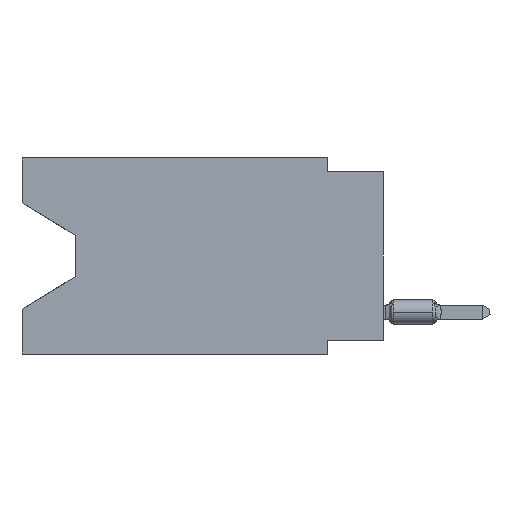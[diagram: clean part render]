
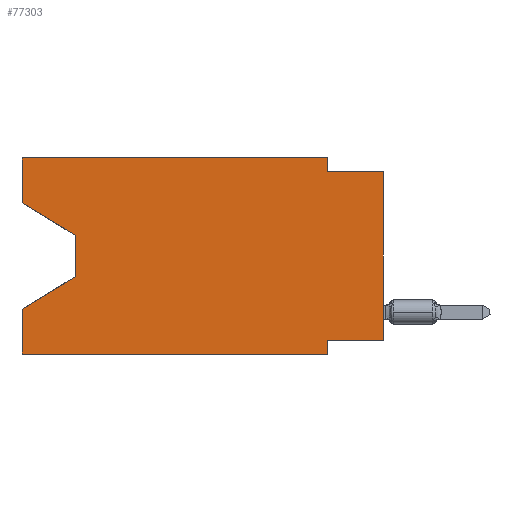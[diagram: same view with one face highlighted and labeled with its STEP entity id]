
A CAD part, left-side view. The second image highlights one B-rep face of the part: STEP entity #77303.
In plain terms, the highlighted planar face has unit normal (-1, 0, 0).
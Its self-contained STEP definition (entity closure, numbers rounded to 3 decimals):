
#1022 = VERTEX_POINT ( 'NONE', #62401 ) ;
#1521 = VECTOR ( 'NONE', #27536, 1000. ) ;
#1894 = CARTESIAN_POINT ( 'NONE',  ( 0., 13.97, -5.385 ) ) ;
#7612 = CARTESIAN_POINT ( 'NONE',  ( 0., 13.97, -3.505 ) ) ;
#7943 = DIRECTION ( 'NONE',  ( 0., 0., -1. ) ) ;
#8308 = CARTESIAN_POINT ( 'NONE',  ( 0., 2.54, -8.89 ) ) ;
#10557 = VERTEX_POINT ( 'NONE', #81295 ) ;
#11807 = ORIENTED_EDGE ( 'NONE', *, *, #13311, .F. ) ;
#12576 = VERTEX_POINT ( 'NONE', #53488 ) ;
#12873 = VERTEX_POINT ( 'NONE', #75184 ) ;
#13311 = EDGE_CURVE ( 'NONE', #10557, #26851, #48726, .T. ) ;
#14412 = CARTESIAN_POINT ( 'NONE',  ( 0., 0., -8.255 ) ) ;
#14423 = ORIENTED_EDGE ( 'NONE', *, *, #69384, .F. ) ;
#16278 = LINE ( 'NONE', #112478, #109207 ) ;
#16730 = ORIENTED_EDGE ( 'NONE', *, *, #97337, .F. ) ;
#17033 = CARTESIAN_POINT ( 'NONE',  ( 0., 13.97, -5.385 ) ) ;
#17371 = CARTESIAN_POINT ( 'NONE',  ( 0., 16.383, 0. ) ) ;
#18512 = CARTESIAN_POINT ( 'NONE',  ( 0., 0., -8.255 ) ) ;
#19290 = VECTOR ( 'NONE', #39006, 1000. ) ;
#19364 = DIRECTION ( 'NONE',  ( 1., 0., 0. ) ) ;
#22071 = EDGE_CURVE ( 'NONE', #55624, #1022, #88446, .T. ) ;
#22448 = EDGE_LOOP ( 'NONE', ( #26515, #23440, #104236, #50472, #106504, #46958, #50902, #91791, #16730, #11807, #14423, #27764 ) ) ;
#22750 = CARTESIAN_POINT ( 'NONE',  ( 0., 16.383, -8.89 ) ) ;
#23440 = ORIENTED_EDGE ( 'NONE', *, *, #34184, .T. ) ;
#23831 = VECTOR ( 'NONE', #91422, 1000. ) ;
#25466 = EDGE_CURVE ( 'NONE', #76351, #100251, #110561, .T. ) ;
#26515 = ORIENTED_EDGE ( 'NONE', *, *, #72430, .T. ) ;
#26851 = VERTEX_POINT ( 'NONE', #63533 ) ;
#27156 = LINE ( 'NONE', #27715, #19290 ) ;
#27536 = DIRECTION ( 'NONE',  ( 0., -1., 0. ) ) ;
#27674 = CARTESIAN_POINT ( 'NONE',  ( 0., 2.54, -8.255 ) ) ;
#27715 = CARTESIAN_POINT ( 'NONE',  ( 0., 16.383, -8.89 ) ) ;
#27764 = ORIENTED_EDGE ( 'NONE', *, *, #37607, .F. ) ;
#28806 = DIRECTION ( 'NONE',  ( 0., 1., 0. ) ) ;
#31288 = CARTESIAN_POINT ( 'NONE',  ( 0., 0., 0. ) ) ;
#32113 = DIRECTION ( 'NONE',  ( 0., 0., 1. ) ) ;
#34031 = DIRECTION ( 'NONE',  ( 0., -0.855, -0.519 ) ) ;
#34184 = EDGE_CURVE ( 'NONE', #12576, #66235, #104381, .T. ) ;
#37607 = EDGE_CURVE ( 'NONE', #12873, #110860, #95813, .T. ) ;
#38249 = VECTOR ( 'NONE', #85328, 1000. ) ;
#39006 = DIRECTION ( 'NONE',  ( 0., -1., 0. ) ) ;
#40107 = DIRECTION ( 'NONE',  ( 0., -1., 0. ) ) ;
#40298 = AXIS2_PLACEMENT_3D ( 'NONE', #104690, #19364, #7943 ) ;
#41246 = EDGE_CURVE ( 'NONE', #66235, #100251, #41698, .T. ) ;
#41698 = LINE ( 'NONE', #17033, #49242 ) ;
#42802 = EDGE_CURVE ( 'NONE', #102169, #70305, #55924, .T. ) ;
#43236 = VECTOR ( 'NONE', #62110, 1000. ) ;
#45845 = CARTESIAN_POINT ( 'NONE',  ( 0., 0., -0.635 ) ) ;
#46385 = CARTESIAN_POINT ( 'NONE',  ( 0., 0., -0.635 ) ) ;
#46958 = ORIENTED_EDGE ( 'NONE', *, *, #22071, .F. ) ;
#48726 = LINE ( 'NONE', #83645, #38249 ) ;
#49242 = VECTOR ( 'NONE', #60530, 1000. ) ;
#49644 = VECTOR ( 'NONE', #69464, 1000. ) ;
#50472 = ORIENTED_EDGE ( 'NONE', *, *, #25466, .F. ) ;
#50902 = ORIENTED_EDGE ( 'NONE', *, *, #104843, .F. ) ;
#51904 = EDGE_CURVE ( 'NONE', #76351, #1022, #27156, .T. ) ;
#51985 = VECTOR ( 'NONE', #40107, 1000. ) ;
#53488 = CARTESIAN_POINT ( 'NONE',  ( 0., 13.97, -3.505 ) ) ;
#55624 = VERTEX_POINT ( 'NONE', #27674 ) ;
#55924 = LINE ( 'NONE', #31288, #23831 ) ;
#60530 = DIRECTION ( 'NONE',  ( 0., 0.855, -0.519 ) ) ;
#61099 = CARTESIAN_POINT ( 'NONE',  ( 0., 16.383, -6.852 ) ) ;
#61317 = LINE ( 'NONE', #45845, #1521 ) ;
#62110 = DIRECTION ( 'NONE',  ( 0., 0., -1. ) ) ;
#62401 = CARTESIAN_POINT ( 'NONE',  ( 0., 2.54, -8.89 ) ) ;
#63533 = CARTESIAN_POINT ( 'NONE',  ( 0., 2.54, -0.635 ) ) ;
#65284 = LINE ( 'NONE', #65848, #51985 ) ;
#65848 = CARTESIAN_POINT ( 'NONE',  ( 0., 16.383, 0. ) ) ;
#66235 = VERTEX_POINT ( 'NONE', #1894 ) ;
#69207 = PLANE ( 'NONE',  #40298 ) ;
#69384 = EDGE_CURVE ( 'NONE', #110860, #10557, #65284, .T. ) ;
#69464 = DIRECTION ( 'NONE',  ( 0., 0., 1. ) ) ;
#70305 = VERTEX_POINT ( 'NONE', #46385 ) ;
#72430 = EDGE_CURVE ( 'NONE', #12873, #12576, #16278, .T. ) ;
#75184 = CARTESIAN_POINT ( 'NONE',  ( 0., 16.383, -2.038 ) ) ;
#76351 = VERTEX_POINT ( 'NONE', #22750 ) ;
#76829 = CARTESIAN_POINT ( 'NONE',  ( 0., 16.383, 0. ) ) ;
#77303 = ADVANCED_FACE ( 'NONE', ( #95546 ), #69207, .F. ) ;
#78033 = DIRECTION ( 'NONE',  ( 0., 0., -1. ) ) ;
#81295 = CARTESIAN_POINT ( 'NONE',  ( 0., 2.54, 0. ) ) ;
#82946 = VECTOR ( 'NONE', #28806, 1000. ) ;
#83645 = CARTESIAN_POINT ( 'NONE',  ( 0., 2.54, 0. ) ) ;
#85328 = DIRECTION ( 'NONE',  ( 0., 0., -1. ) ) ;
#85367 = VECTOR ( 'NONE', #78033, 1000. ) ;
#88356 = LINE ( 'NONE', #18512, #82946 ) ;
#88446 = LINE ( 'NONE', #8308, #43236 ) ;
#91015 = VECTOR ( 'NONE', #32113, 1000. ) ;
#91422 = DIRECTION ( 'NONE',  ( 0., 0., 1. ) ) ;
#91791 = ORIENTED_EDGE ( 'NONE', *, *, #42802, .T. ) ;
#95546 = FACE_OUTER_BOUND ( 'NONE', #22448, .T. ) ;
#95813 = LINE ( 'NONE', #17371, #49644 ) ;
#97337 = EDGE_CURVE ( 'NONE', #26851, #70305, #61317, .T. ) ;
#100251 = VERTEX_POINT ( 'NONE', #61099 ) ;
#102169 = VERTEX_POINT ( 'NONE', #14412 ) ;
#104236 = ORIENTED_EDGE ( 'NONE', *, *, #41246, .T. ) ;
#104381 = LINE ( 'NONE', #7612, #85367 ) ;
#104690 = CARTESIAN_POINT ( 'NONE',  ( 0., 16.383, 0. ) ) ;
#104843 = EDGE_CURVE ( 'NONE', #102169, #55624, #88356, .T. ) ;
#106504 = ORIENTED_EDGE ( 'NONE', *, *, #51904, .T. ) ;
#109207 = VECTOR ( 'NONE', #34031, 1000. ) ;
#109438 = CARTESIAN_POINT ( 'NONE',  ( 0., 16.383, 0. ) ) ;
#110561 = LINE ( 'NONE', #109438, #91015 ) ;
#110860 = VERTEX_POINT ( 'NONE', #76829 ) ;
#112478 = CARTESIAN_POINT ( 'NONE',  ( 0., 16.383, -2.038 ) ) ;
